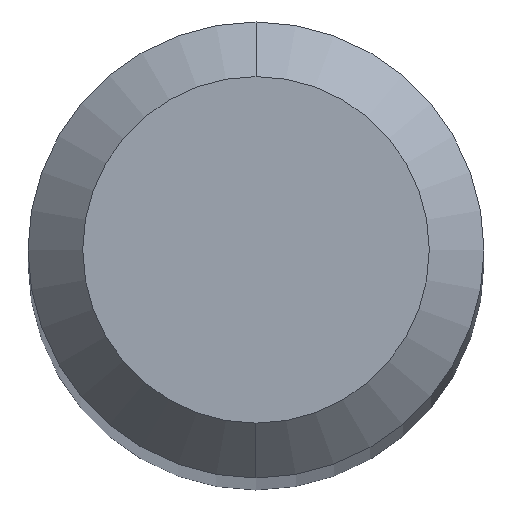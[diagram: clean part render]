
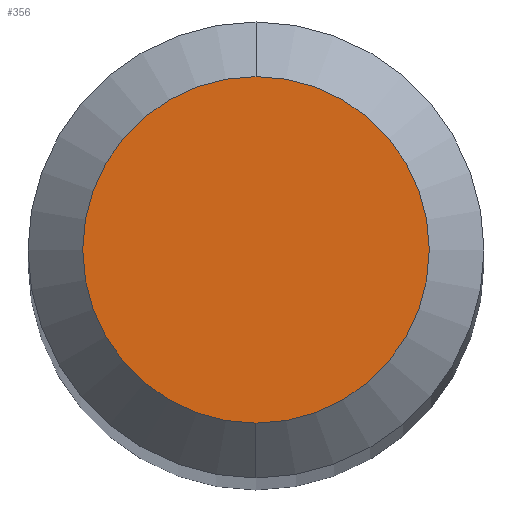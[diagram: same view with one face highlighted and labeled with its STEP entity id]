
A CAD part, top view. The second image highlights one B-rep face of the part: STEP entity #356.
In plain terms, the highlighted planar face has unit normal (0, 0, 1).
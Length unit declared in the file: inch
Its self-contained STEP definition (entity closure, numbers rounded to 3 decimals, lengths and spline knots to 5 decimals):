
#37 = FACE_OUTER_BOUND ( 'NONE', #254, .T. ) ;
#62 = CARTESIAN_POINT ( 'NONE',  ( 0., 0., 0. ) ) ;
#108 = DIRECTION ( 'NONE',  ( 0., 0., 1. ) ) ;
#135 = EDGE_CURVE ( 'NONE', #464, #269, #324, .T. ) ;
#173 = CARTESIAN_POINT ( 'NONE',  ( 0., 0.0475, 0. ) ) ;
#188 = CARTESIAN_POINT ( 'NONE',  ( 0., 0.0475, 0. ) ) ;
#213 = AXIS2_PLACEMENT_3D ( 'NONE', #318, #108, #498 ) ;
#215 = CARTESIAN_POINT ( 'NONE',  ( 0., -0.0475, 0. ) ) ;
#254 = EDGE_LOOP ( 'NONE', ( #401, #473 ) ) ;
#269 = VERTEX_POINT ( 'NONE', #215 ) ;
#275 = CIRCLE ( 'NONE', #434, 0.0475 ) ;
#318 = CARTESIAN_POINT ( 'NONE',  ( 0., 0., 0. ) ) ;
#324 = CIRCLE ( 'NONE', #213, 0.0475 ) ;
#331 = DIRECTION ( 'NONE',  ( 0., -1., 0. ) ) ;
#356 = ADVANCED_FACE ( 'NONE', ( #37 ), #557, .F. ) ;
#372 = DIRECTION ( 'NONE',  ( 0., 0., 1. ) ) ;
#385 = EDGE_CURVE ( 'NONE', #269, #464, #275, .T. ) ;
#401 = ORIENTED_EDGE ( 'NONE', *, *, #135, .T. ) ;
#434 = AXIS2_PLACEMENT_3D ( 'NONE', #62, #372, #331 ) ;
#440 = DIRECTION ( 'NONE',  ( 0., 1., 0. ) ) ;
#464 = VERTEX_POINT ( 'NONE', #188 ) ;
#473 = ORIENTED_EDGE ( 'NONE', *, *, #385, .T. ) ;
#498 = DIRECTION ( 'NONE',  ( 0., -1., 0. ) ) ;
#508 = AXIS2_PLACEMENT_3D ( 'NONE', #173, #519, #440 ) ;
#519 = DIRECTION ( 'NONE',  ( 0., 0., -1. ) ) ;
#557 = PLANE ( 'NONE',  #508 ) ;
